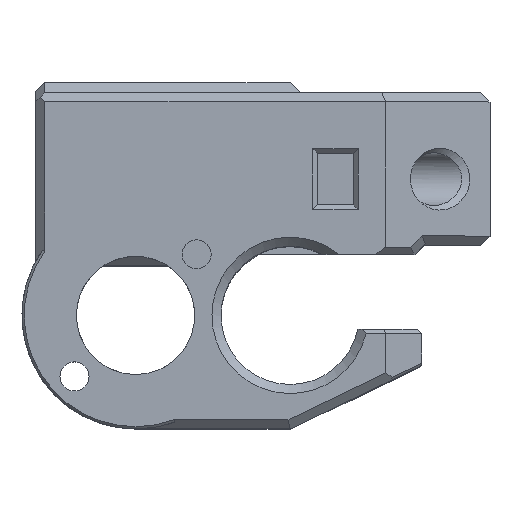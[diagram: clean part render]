
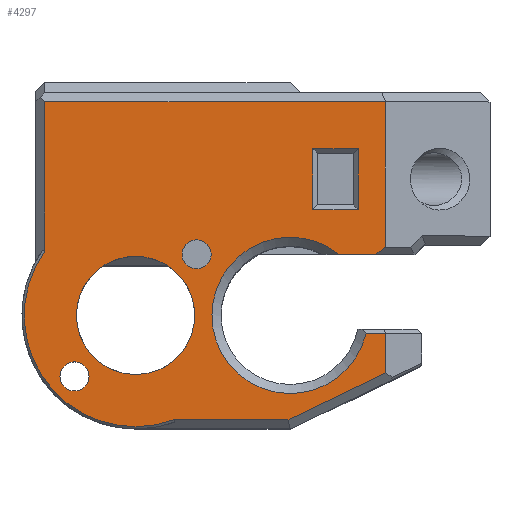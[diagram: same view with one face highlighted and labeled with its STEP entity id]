
A CAD part, top view. The second image highlights one B-rep face of the part: STEP entity #4297.
In plain terms, the highlighted planar face has unit normal (0, 0, 1).
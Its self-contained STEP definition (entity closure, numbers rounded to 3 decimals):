
#117=PLANE('',#4578);
#285=FACE_BOUND('',#578,.T.);
#286=FACE_BOUND('',#579,.T.);
#287=FACE_BOUND('',#580,.T.);
#288=FACE_BOUND('',#581,.T.);
#328=FACE_OUTER_BOUND('',#577,.T.);
#577=EDGE_LOOP('',(#3046,#3047,#3048,#3049,#3050,#3051,#3052,#3053,#3054,
#3055,#3056));
#578=EDGE_LOOP('',(#3057));
#579=EDGE_LOOP('',(#3058));
#580=EDGE_LOOP('',(#3059));
#581=EDGE_LOOP('',(#3060,#3061,#3062,#3063));
#881=LINE('',#6211,#1352);
#882=LINE('',#6213,#1353);
#883=LINE('',#6215,#1354);
#884=LINE('',#6219,#1355);
#885=LINE('',#6221,#1356);
#886=LINE('',#6223,#1357);
#887=LINE('',#6225,#1358);
#888=LINE('',#6227,#1359);
#889=LINE('',#6230,#1360);
#890=LINE('',#6237,#1361);
#891=LINE('',#6239,#1362);
#892=LINE('',#6241,#1363);
#893=LINE('',#6242,#1364);
#1352=VECTOR('',#5012,1000.);
#1353=VECTOR('',#5013,1000.);
#1354=VECTOR('',#5014,1000.);
#1355=VECTOR('',#5017,1000.);
#1356=VECTOR('',#5018,1000.);
#1357=VECTOR('',#5019,1000.);
#1358=VECTOR('',#5020,1000.);
#1359=VECTOR('',#5021,1000.);
#1360=VECTOR('',#5024,1000.);
#1361=VECTOR('',#5029,1000.);
#1362=VECTOR('',#5030,1000.);
#1363=VECTOR('',#5031,1000.);
#1364=VECTOR('',#5032,1000.);
#1810=CIRCLE('',#4550,6.51);
#1823=CIRCLE('',#4579,8.6);
#1824=CIRCLE('',#4580,12.25);
#1825=CIRCLE('',#4581,1.6);
#1826=CIRCLE('',#4582,1.6);
#1910=VERTEX_POINT('',#6095);
#1952=VERTEX_POINT('',#6209);
#1953=VERTEX_POINT('',#6210);
#1954=VERTEX_POINT('',#6212);
#1955=VERTEX_POINT('',#6214);
#1956=VERTEX_POINT('',#6216);
#1957=VERTEX_POINT('',#6218);
#1958=VERTEX_POINT('',#6220);
#1959=VERTEX_POINT('',#6222);
#1960=VERTEX_POINT('',#6224);
#1961=VERTEX_POINT('',#6226);
#1962=VERTEX_POINT('',#6228);
#1963=VERTEX_POINT('',#6231);
#1964=VERTEX_POINT('',#6233);
#1965=VERTEX_POINT('',#6235);
#1966=VERTEX_POINT('',#6236);
#1967=VERTEX_POINT('',#6238);
#1968=VERTEX_POINT('',#6240);
#2321=EDGE_CURVE('',#1910,#1910,#1810,.T.);
#2376=EDGE_CURVE('',#1952,#1953,#881,.T.);
#2377=EDGE_CURVE('',#1952,#1954,#882,.T.);
#2378=EDGE_CURVE('',#1955,#1954,#883,.T.);
#2379=EDGE_CURVE('',#1956,#1955,#1823,.T.);
#2380=EDGE_CURVE('',#1957,#1956,#884,.T.);
#2381=EDGE_CURVE('',#1958,#1957,#885,.T.);
#2382=EDGE_CURVE('',#1959,#1958,#886,.T.);
#2383=EDGE_CURVE('',#1959,#1960,#887,.T.);
#2384=EDGE_CURVE('',#1960,#1961,#888,.T.);
#2385=EDGE_CURVE('',#1962,#1961,#1824,.T.);
#2386=EDGE_CURVE('',#1953,#1962,#889,.T.);
#2387=EDGE_CURVE('',#1963,#1963,#1825,.T.);
#2388=EDGE_CURVE('',#1964,#1964,#1826,.T.);
#2389=EDGE_CURVE('',#1965,#1966,#890,.T.);
#2390=EDGE_CURVE('',#1967,#1965,#891,.T.);
#2391=EDGE_CURVE('',#1968,#1967,#892,.T.);
#2392=EDGE_CURVE('',#1966,#1968,#893,.T.);
#3046=ORIENTED_EDGE('',*,*,#2376,.F.);
#3047=ORIENTED_EDGE('',*,*,#2377,.T.);
#3048=ORIENTED_EDGE('',*,*,#2378,.F.);
#3049=ORIENTED_EDGE('',*,*,#2379,.F.);
#3050=ORIENTED_EDGE('',*,*,#2380,.F.);
#3051=ORIENTED_EDGE('',*,*,#2381,.F.);
#3052=ORIENTED_EDGE('',*,*,#2382,.F.);
#3053=ORIENTED_EDGE('',*,*,#2383,.T.);
#3054=ORIENTED_EDGE('',*,*,#2384,.T.);
#3055=ORIENTED_EDGE('',*,*,#2385,.F.);
#3056=ORIENTED_EDGE('',*,*,#2386,.F.);
#3057=ORIENTED_EDGE('',*,*,#2387,.T.);
#3058=ORIENTED_EDGE('',*,*,#2321,.F.);
#3059=ORIENTED_EDGE('',*,*,#2388,.T.);
#3060=ORIENTED_EDGE('',*,*,#2389,.F.);
#3061=ORIENTED_EDGE('',*,*,#2390,.F.);
#3062=ORIENTED_EDGE('',*,*,#2391,.F.);
#3063=ORIENTED_EDGE('',*,*,#2392,.F.);
#4297=ADVANCED_FACE('',(#328,#285,#286,#287,#288),#117,.F.);
#4550=AXIS2_PLACEMENT_3D('',#6097,#4915,#4916);
#4578=AXIS2_PLACEMENT_3D('',#6208,#5010,#5011);
#4579=AXIS2_PLACEMENT_3D('',#6217,#5015,#5016);
#4580=AXIS2_PLACEMENT_3D('',#6229,#5022,#5023);
#4581=AXIS2_PLACEMENT_3D('',#6232,#5025,#5026);
#4582=AXIS2_PLACEMENT_3D('',#6234,#5027,#5028);
#4915=DIRECTION('center_axis',(0.,0.,
1.));
#4916=DIRECTION('ref_axis',(-1.,0.,0.));
#5010=DIRECTION('center_axis',(0.,0.,
-1.));
#5011=DIRECTION('ref_axis',(0.,-1.,0.));
#5012=DIRECTION('',(-0.901,-0.434,0.));
#5013=DIRECTION('',(0.,1.,0.));
#5014=DIRECTION('',(1.,0.,0.));
#5015=DIRECTION('center_axis',(0.,0.,
1.));
#5016=DIRECTION('ref_axis',(-0.918,-0.398,0.));
#5017=DIRECTION('',(-1.,0.,0.));
#5018=DIRECTION('',(-0.816,-0.577,0.));
#5019=DIRECTION('',(0.,-1.,0.));
#5020=DIRECTION('',(-1.,0.,0.));
#5021=DIRECTION('',(0.,-1.,0.));
#5022=DIRECTION('center_axis',(0.,0.,
-1.));
#5023=DIRECTION('ref_axis',(0.,-1.,0.));
#5024=DIRECTION('',(-1.,0.,0.));
#5025=DIRECTION('center_axis',(0.,0.,
-1.));
#5026=DIRECTION('ref_axis',(0.,-1.,0.));
#5027=DIRECTION('center_axis',(0.,0.,
-1.));
#5028=DIRECTION('ref_axis',(0.,-1.,0.));
#5029=DIRECTION('',(0.,1.,0.));
#5030=DIRECTION('',(1.,0.,0.));
#5031=DIRECTION('',(0.,-1.,0.));
#5032=DIRECTION('',(-1.,0.,0.));
#6095=CARTESIAN_POINT('',(310.749,-333.474,336.875));
#6097=CARTESIAN_POINT('Origin',(317.259,-333.474,336.875));
#6208=CARTESIAN_POINT('Origin',(388.759,-270.737,336.875));
#6209=CARTESIAN_POINT('',(344.759,-339.808,336.875));
#6210=CARTESIAN_POINT('',(334.031,-344.974,336.875));
#6211=CARTESIAN_POINT('',(333.825,-345.073,336.875));
#6212=CARTESIAN_POINT('',(344.759,-335.474,336.875));
#6213=CARTESIAN_POINT('',(344.759,-270.737,336.875));
#6214=CARTESIAN_POINT('',(342.623,-335.474,336.875));
#6215=CARTESIAN_POINT('',(388.759,-335.474,336.875));
#6216=CARTESIAN_POINT('',(339.588,-326.724,336.875));
#6217=CARTESIAN_POINT('Origin',(334.259,-333.474,336.875));
#6218=CARTESIAN_POINT('',(343.698,-326.724,336.875));
#6219=CARTESIAN_POINT('',(364.769,-326.724,336.875));
#6220=CARTESIAN_POINT('',(344.759,-325.974,336.875));
#6221=CARTESIAN_POINT('',(384.77,-297.681,336.875));
#6222=CARTESIAN_POINT('',(344.759,-309.974,336.875));
#6223=CARTESIAN_POINT('',(344.759,-292.927,336.875));
#6224=CARTESIAN_POINT('',(307.26,-309.974,336.875));
#6225=CARTESIAN_POINT('',(388.759,-309.974,336.875));
#6226=CARTESIAN_POINT('',(307.26,-326.396,336.875));
#6227=CARTESIAN_POINT('',(307.26,-270.737,336.875));
#6228=CARTESIAN_POINT('',(321.479,-344.974,336.875));
#6229=CARTESIAN_POINT('Origin',(317.259,-333.474,336.875));
#6230=CARTESIAN_POINT('',(317.259,-344.974,336.875));
#6231=CARTESIAN_POINT('',(323.976,-325.156,336.875));
#6232=CARTESIAN_POINT('Origin',(323.976,-326.756,336.875));
#6233=CARTESIAN_POINT('',(310.541,-338.591,336.875));
#6234=CARTESIAN_POINT('Origin',(310.541,-340.191,336.875));
#6235=CARTESIAN_POINT('',(341.76,-321.824,336.875));
#6236=CARTESIAN_POINT('',(341.76,-315.124,336.875));
#6237=CARTESIAN_POINT('',(341.76,-293.18,336.875));
#6238=CARTESIAN_POINT('',(336.76,-321.824,336.875));
#6239=CARTESIAN_POINT('',(365.01,-321.824,336.875));
#6240=CARTESIAN_POINT('',(336.76,-315.124,336.875));
#6241=CARTESIAN_POINT('',(336.76,-294.605,336.875));
#6242=CARTESIAN_POINT('',(363.01,-315.124,336.875));
